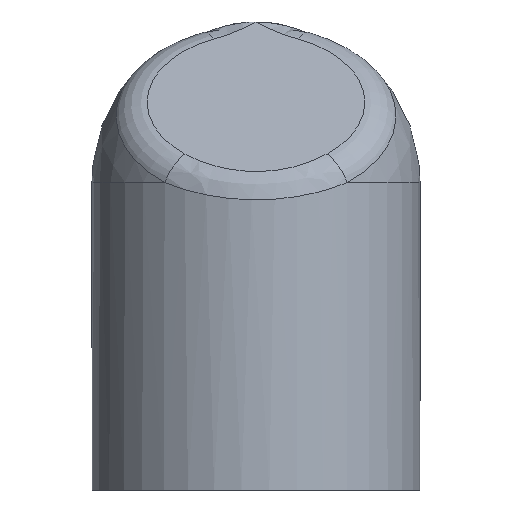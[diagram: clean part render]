
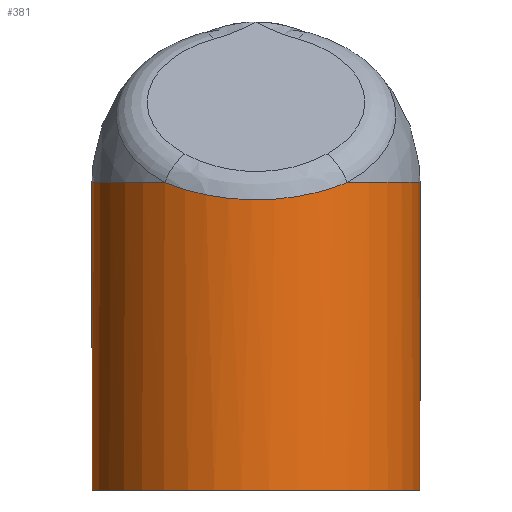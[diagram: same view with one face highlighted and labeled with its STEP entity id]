
A CAD part, left-side view. The second image highlights one B-rep face of the part: STEP entity #381.
In plain terms, the highlighted cylindrical face has radius 13.5 mm (diameter 27 mm), a full revolution.
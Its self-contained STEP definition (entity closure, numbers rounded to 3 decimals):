
#31=ELLIPSE('',#440,15.941,13.5);
#48=CYLINDRICAL_SURFACE('',#438,13.5);
#58=B_SPLINE_CURVE_WITH_KNOTS('',3,(#670,#671,#672,#673,#674,#675,#676,
#677,#678,#679,#680,#681),.UNSPECIFIED.,.F.,.F.,(4,1,1,1,1,1,1,1,1,4),(0.,
0.004,0.008,0.012,0.016,
0.019,0.021,0.025,0.029,
0.033),.UNSPECIFIED.);
#100=ORIENTED_EDGE('',*,*,#165,.T.);
#101=ORIENTED_EDGE('',*,*,#185,.T.);
#102=ORIENTED_EDGE('',*,*,#186,.T.);
#103=ORIENTED_EDGE('',*,*,#187,.T.);
#104=ORIENTED_EDGE('',*,*,#188,.F.);
#165=EDGE_CURVE('',#211,#213,#246,.T.);
#185=EDGE_CURVE('',#213,#232,#58,.T.);
#186=EDGE_CURVE('',#232,#233,#259,.T.);
#187=EDGE_CURVE('',#233,#211,#31,.F.);
#188=EDGE_CURVE('',#234,#234,#260,.T.);
#211=VERTEX_POINT('',#572);
#213=VERTEX_POINT('',#581);
#232=VERTEX_POINT('',#682);
#233=VERTEX_POINT('',#684);
#234=VERTEX_POINT('',#687);
#246=CIRCLE('',#413,13.5);
#259=CIRCLE('',#439,13.5);
#260=CIRCLE('',#441,13.5);
#298=EDGE_LOOP('',(#100,#101,#102,#103));
#299=EDGE_LOOP('',(#104));
#344=FACE_BOUND('',#298,.T.);
#345=FACE_BOUND('',#299,.T.);
#381=ADVANCED_FACE('',(#344,#345),#48,.T.);
#413=AXIS2_PLACEMENT_3D('',#582,#469,#470);
#438=AXIS2_PLACEMENT_3D('',#669,#519,#520);
#439=AXIS2_PLACEMENT_3D('',#683,#521,#522);
#440=AXIS2_PLACEMENT_3D('',#685,#523,#524);
#441=AXIS2_PLACEMENT_3D('',#686,#525,#526);
#469=DIRECTION('',(0.,0.,-1.));
#470=DIRECTION('',(1.,0.,0.));
#519=DIRECTION('',(0.,0.,-1.));
#520=DIRECTION('',(-1.,0.,0.));
#521=DIRECTION('',(0.,0.,-1.));
#522=DIRECTION('',(1.,0.,0.));
#523=DIRECTION('',(-0.532,0.,0.847));
#524=DIRECTION('',(-0.847,0.,-0.532));
#525=DIRECTION('',(0.,0.,-1.));
#526=DIRECTION('',(1.,0.,0.));
#572=CARTESIAN_POINT('',(-11.217,7.512,25.303));
#581=CARTESIAN_POINT('',(8.59,10.414,25.303));
#582=CARTESIAN_POINT('',(0.,0.,25.303));
#669=CARTESIAN_POINT('',(0.,0.,25.303));
#670=CARTESIAN_POINT('',(8.59,10.414,25.303));
#671=CARTESIAN_POINT('',(8.909,10.151,23.981));
#672=CARTESIAN_POINT('',(9.865,9.313,21.524));
#673=CARTESIAN_POINT('',(11.563,7.188,18.383));
#674=CARTESIAN_POINT('',(13.057,4.079,15.974));
#675=CARTESIAN_POINT('',(13.611,0.682,15.13));
#676=CARTESIAN_POINT('',(13.389,-2.088,15.471));
#677=CARTESIAN_POINT('',(12.793,-4.622,16.398));
#678=CARTESIAN_POINT('',(11.555,-7.201,18.395));
#679=CARTESIAN_POINT('',(9.857,-9.32,21.543));
#680=CARTESIAN_POINT('',(8.909,-10.151,23.982));
#681=CARTESIAN_POINT('',(8.59,-10.414,25.303));
#682=CARTESIAN_POINT('',(8.59,-10.414,25.303));
#683=CARTESIAN_POINT('',(0.,0.,25.303));
#684=CARTESIAN_POINT('',(-11.217,-7.512,25.303));
#685=CARTESIAN_POINT('',(0.,0.,32.347));
#686=CARTESIAN_POINT('',(0.,0.,0.));
#687=CARTESIAN_POINT('',(13.5,0.,0.));
